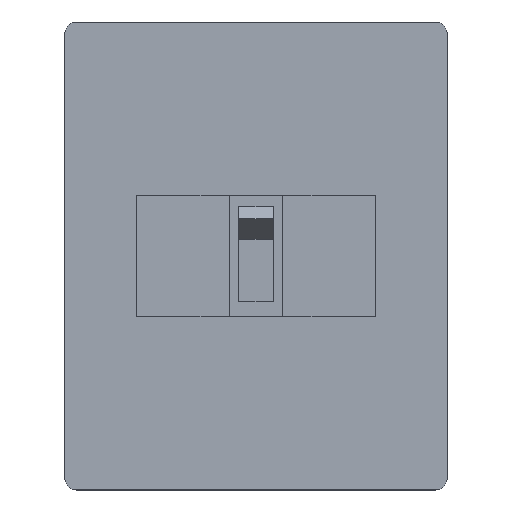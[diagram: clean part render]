
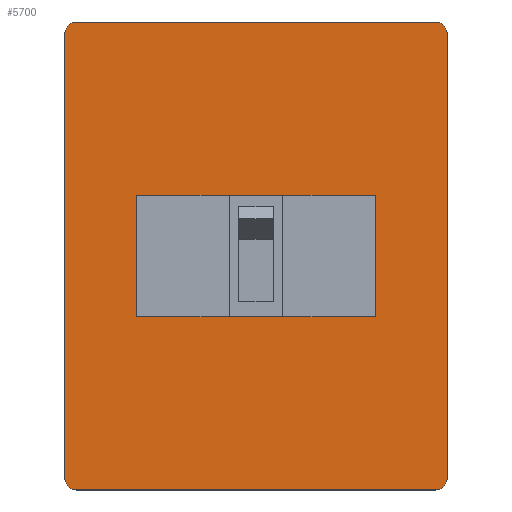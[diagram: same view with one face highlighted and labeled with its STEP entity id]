
A CAD part, top view. The second image highlights one B-rep face of the part: STEP entity #5700.
In plain terms, the highlighted planar face has unit normal (0, 0, 1).
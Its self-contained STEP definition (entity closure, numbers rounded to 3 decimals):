
#3180=CARTESIAN_POINT('',(167.,259.415,-2.));
#3190=VERTEX_POINT('',#3180);
#3220=CARTESIAN_POINT('',(167.,446.415,-2.));
#3230=DIRECTION('',(0.,-1.,0.));
#3240=VECTOR('',#3230,1.);
#3250=LINE('',#3220,#3240);
#3260=CARTESIAN_POINT('',(167.,441.415,-2.));
#3270=VERTEX_POINT('',#3260);
#3280=EDGE_CURVE('',#3270,#3190,#3250,.T.);
#3570=CARTESIAN_POINT('',(162.,254.415,-2.));
#3580=VERTEX_POINT('',#3570);
#3610=CARTESIAN_POINT('',(162.,259.415,-2.));
#3620=DIRECTION('',(0.,0.,1.));
#3630=DIRECTION('',(1.,0.,0.));
#3640=AXIS2_PLACEMENT_3D('',#3610,#3620,#3630);
#3650=CIRCLE('',#3640,5.);
#3660=EDGE_CURVE('',#3580,#3190,#3650,.T.);
#3770=CARTESIAN_POINT('',(162.,441.415,-2.));
#3780=DIRECTION('',(0.,0.,-1.));
#3790=DIRECTION('',(-1.,0.,0.));
#3800=AXIS2_PLACEMENT_3D('',#3770,#3780,#3790);
#3810=CIRCLE('',#3800,5.);
#3820=CARTESIAN_POINT('',(162.,446.415,-2.));
#3830=VERTEX_POINT('',#3820);
#3840=EDGE_CURVE('',#3830,#3270,#3810,.T.);
#4100=CARTESIAN_POINT('',(10.,0.,-2.));
#4110=DIRECTION('',(0.,-1.,0.));
#4120=VECTOR('',#4110,1.);
#4130=LINE('',#4100,#4120);
#4140=CARTESIAN_POINT('',(10.,441.415,-2.));
#4150=VERTEX_POINT('',#4140);
#4160=CARTESIAN_POINT('',(10.,259.415,-2.));
#4170=VERTEX_POINT('',#4160);
#4180=EDGE_CURVE('',#4150,#4170,#4130,.T.);
#4500=CARTESIAN_POINT('',(15.,259.415,-2.));
#4510=DIRECTION('',(0.,0.,1.));
#4520=DIRECTION('',(1.,0.,0.));
#4530=AXIS2_PLACEMENT_3D('',#4500,#4510,#4520);
#4540=CIRCLE('',#4530,5.);
#4550=CARTESIAN_POINT('',(15.,254.415,-2.));
#4560=VERTEX_POINT('',#4550);
#4570=EDGE_CURVE('',#4170,#4560,#4540,.T.);
#4960=CARTESIAN_POINT('',(15.,446.415,-2.));
#4970=VERTEX_POINT('',#4960);
#5000=CARTESIAN_POINT('',(15.,441.415,-2.));
#5010=DIRECTION('',(0.,0.,-1.));
#5020=DIRECTION('',(-1.,0.,0.));
#5030=AXIS2_PLACEMENT_3D('',#5000,#5010,#5020);
#5040=CIRCLE('',#5030,5.);
#5050=EDGE_CURVE('',#4150,#4970,#5040,.T.);
#5110=CARTESIAN_POINT('',(167.,254.415,-2.));
#5120=DIRECTION('',(-0.,-0.,-1.));
#5130=DIRECTION('',(0.,-1.,0.));
#5140=AXIS2_PLACEMENT_3D('',#5110,#5120,#5130);
#5150=PLANE('',#5140);
#5160=CARTESIAN_POINT('',(0.,325.415,-2.));
#5170=DIRECTION('',(-1.,0.,0.));
#5180=VECTOR('',#5170,1.);
#5190=LINE('',#5160,#5180);
#5200=CARTESIAN_POINT('',(137.5,325.415,-2.));
#5210=VERTEX_POINT('',#5200);
#5220=CARTESIAN_POINT('',(39.5,325.415,-2.));
#5230=VERTEX_POINT('',#5220);
#5240=EDGE_CURVE('',#5210,#5230,#5190,.T.);
#5250=ORIENTED_EDGE('',*,*,#5240,.T.);
#5260=CARTESIAN_POINT('',(137.5,0.,-2.));
#5270=DIRECTION('',(0.,1.,0.));
#5280=VECTOR('',#5270,1.);
#5290=LINE('',#5260,#5280);
#5300=CARTESIAN_POINT('',(137.5,375.415,-2.));
#5310=VERTEX_POINT('',#5300);
#5320=EDGE_CURVE('',#5210,#5310,#5290,.T.);
#5330=ORIENTED_EDGE('',*,*,#5320,.F.);
#5340=CARTESIAN_POINT('',(0.,375.415,-2.));
#5350=DIRECTION('',(-1.,0.,0.));
#5360=VECTOR('',#5350,1.);
#5370=LINE('',#5340,#5360);
#5380=CARTESIAN_POINT('',(39.5,375.415,-2.));
#5390=VERTEX_POINT('',#5380);
#5400=EDGE_CURVE('',#5310,#5390,#5370,.T.);
#5410=ORIENTED_EDGE('',*,*,#5400,.F.);
#5420=CARTESIAN_POINT('',(39.5,0.,-2.));
#5430=DIRECTION('',(0.,-1.,0.));
#5440=VECTOR('',#5430,1.);
#5450=LINE('',#5420,#5440);
#5460=EDGE_CURVE('',#5390,#5230,#5450,.T.);
#5470=ORIENTED_EDGE('',*,*,#5460,.F.);
#5480=EDGE_LOOP('',(#5470,#5410,#5330,#5250));
#5490=FACE_BOUND('',#5480,.T.);
#5500=ORIENTED_EDGE('',*,*,#5050,.F.);
#5510=CARTESIAN_POINT('',(0.,446.415,-2.));
#5520=DIRECTION('',(-1.,0.,0.));
#5530=VECTOR('',#5520,1.);
#5540=LINE('',#5510,#5530);
#5550=EDGE_CURVE('',#3830,#4970,#5540,.T.);
#5560=ORIENTED_EDGE('',*,*,#5550,.T.);
#5570=ORIENTED_EDGE('',*,*,#3840,.F.);
#5580=ORIENTED_EDGE('',*,*,#3280,.F.);
#5590=ORIENTED_EDGE('',*,*,#3660,.T.);
#5600=CARTESIAN_POINT('',(0.,254.415,-2.));
#5610=DIRECTION('',(-1.,0.,0.));
#5620=VECTOR('',#5610,1.);
#5630=LINE('',#5600,#5620);
#5640=EDGE_CURVE('',#3580,#4560,#5630,.T.);
#5650=ORIENTED_EDGE('',*,*,#5640,.F.);
#5660=ORIENTED_EDGE('',*,*,#4570,.T.);
#5670=ORIENTED_EDGE('',*,*,#4180,.T.);
#5680=EDGE_LOOP('',(#5670,#5660,#5650,#5590,#5580,#5570,#5560,#5500));
#5690=FACE_OUTER_BOUND('',#5680,.T.);
#5700=ADVANCED_FACE('',(#5490,#5690),#5150,.F.);
